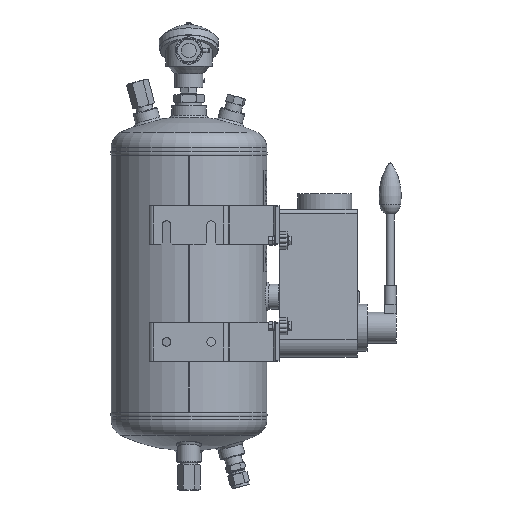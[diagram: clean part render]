
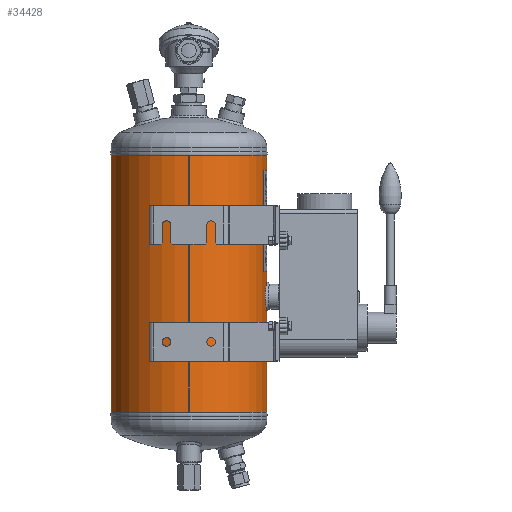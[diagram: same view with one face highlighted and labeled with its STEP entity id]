
A CAD part, left-side view. The second image highlights one B-rep face of the part: STEP entity #34428.
In plain terms, the highlighted cylindrical face has radius 100 mm (diameter 200 mm), a partial arc.
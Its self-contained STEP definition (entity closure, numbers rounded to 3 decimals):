
#2297=LINE('',#54590,#4481);
#2298=LINE('',#54595,#4482);
#2299=LINE('',#54599,#4483);
#2300=LINE('',#54603,#4484);
#4481=VECTOR('',#45997,1000.);
#4482=VECTOR('',#46000,1000.);
#4483=VECTOR('',#46003,1000.);
#4484=VECTOR('',#46006,1000.);
#6665=CIRCLE('',#42826,100.);
#6666=CIRCLE('',#42827,100.);
#6667=CIRCLE('',#42828,100.);
#6668=CIRCLE('',#42829,100.);
#7707=ORIENTED_EDGE('',*,*,#17743,.T.);
#7708=ORIENTED_EDGE('',*,*,#17744,.T.);
#7709=ORIENTED_EDGE('',*,*,#17745,.T.);
#7710=ORIENTED_EDGE('',*,*,#17746,.F.);
#7711=ORIENTED_EDGE('',*,*,#17747,.F.);
#7712=ORIENTED_EDGE('',*,*,#17748,.F.);
#7713=ORIENTED_EDGE('',*,*,#17749,.F.);
#7714=ORIENTED_EDGE('',*,*,#17750,.T.);
#7715=ORIENTED_EDGE('',*,*,#17751,.T.);
#7716=ORIENTED_EDGE('',*,*,#17752,.F.);
#7717=ORIENTED_EDGE('',*,*,#17753,.F.);
#17743=EDGE_CURVE('',#22761,#22761,#26316,.T.);
#17744=EDGE_CURVE('',#22762,#22762,#26317,.T.);
#17745=EDGE_CURVE('',#22763,#22763,#26318,.T.);
#17746=EDGE_CURVE('',#22764,#22765,#2297,.T.);
#17747=EDGE_CURVE('',#22766,#22764,#6665,.T.);
#17748=EDGE_CURVE('',#22767,#22766,#2298,.F.);
#17749=EDGE_CURVE('',#22768,#22767,#6666,.T.);
#17750=EDGE_CURVE('',#22768,#22769,#2299,.T.);
#17751=EDGE_CURVE('',#22769,#22770,#6667,.T.);
#17752=EDGE_CURVE('',#22771,#22770,#2300,.T.);
#17753=EDGE_CURVE('',#22765,#22771,#6668,.T.);
#22761=VERTEX_POINT('',#54565);
#22762=VERTEX_POINT('',#54577);
#22763=VERTEX_POINT('',#54589);
#22764=VERTEX_POINT('',#54591);
#22765=VERTEX_POINT('',#54592);
#22766=VERTEX_POINT('',#54594);
#22767=VERTEX_POINT('',#54596);
#22768=VERTEX_POINT('',#54598);
#22769=VERTEX_POINT('',#54600);
#22770=VERTEX_POINT('',#54602);
#22771=VERTEX_POINT('',#54604);
#26316=B_SPLINE_CURVE_WITH_KNOTS('',3,(#54546,#54547,#54548,#54549,#54550,
#54551,#54552,#54553,#54554,#54555,#54556,#54557,#54558,#54559,#54560,#54561,
#54562,#54563,#54564),.UNSPECIFIED.,.T.,.F.,(1,1,1,1,1,1,1,1,1,1,1,1,1,
1,1,1,1,1,1,1,1,1,1),(-0.018,-0.012,-0.006,
0.,0.006,0.012,0.018,0.023,
0.029,0.035,0.041,0.047,
0.053,0.059,0.065,0.07,
0.076,0.082,0.088,0.094,
0.1,0.106,0.112),.UNSPECIFIED.);
#26317=B_SPLINE_CURVE_WITH_KNOTS('',3,(#54566,#54567,#54568,#54569,#54570,
#54571,#54572,#54573,#54574,#54575,#54576),.UNSPECIFIED.,.T.,.F.,(1,1,1,
1,1,1,1,1,1,1,1,1,1,1,1),(-0.012,-0.008,-0.004,
0.,0.004,0.008,0.012,
0.016,0.02,0.023,0.027,
0.031,0.035,0.039,0.043),
 .UNSPECIFIED.);
#26318=B_SPLINE_CURVE_WITH_KNOTS('',3,(#54578,#54579,#54580,#54581,#54582,
#54583,#54584,#54585,#54586,#54587,#54588),.UNSPECIFIED.,.T.,.F.,(1,1,1,
1,1,1,1,1,1,1,1,1,1,1,1),(-0.012,-0.008,-0.004,
0.,0.004,0.008,0.012,
0.016,0.02,0.023,0.027,
0.031,0.035,0.039,0.043),
 .UNSPECIFIED.);
#28083=EDGE_LOOP('',(#7707));
#28084=EDGE_LOOP('',(#7708));
#28085=EDGE_LOOP('',(#7709));
#28086=EDGE_LOOP('',(#7710,#7711,#7712,#7713,#7714,#7715,#7716,#7717));
#30991=FACE_BOUND('',#28083,.T.);
#30992=FACE_BOUND('',#28084,.T.);
#30993=FACE_BOUND('',#28085,.T.);
#30994=FACE_BOUND('',#28086,.T.);
#33897=CYLINDRICAL_SURFACE('',#42825,100.);
#34428=ADVANCED_FACE('',(#30991,#30992,#30993,#30994),#33897,.T.);
#42825=AXIS2_PLACEMENT_3D('',#54545,#45995,#45996);
#42826=AXIS2_PLACEMENT_3D('',#54593,#45998,#45999);
#42827=AXIS2_PLACEMENT_3D('',#54597,#46001,#46002);
#42828=AXIS2_PLACEMENT_3D('',#54601,#46004,#46005);
#42829=AXIS2_PLACEMENT_3D('',#54605,#46007,#46008);
#45995=DIRECTION('',(0.,-1.,0.));
#45996=DIRECTION('',(0.,0.,-1.));
#45997=DIRECTION('',(0.,-1.,0.));
#45998=DIRECTION('',(0.,1.,0.));
#45999=DIRECTION('',(1.,0.,0.));
#46000=DIRECTION('',(0.,-1.,0.));
#46001=DIRECTION('',(0.,-1.,0.));
#46002=DIRECTION('',(1.,0.,0.));
#46003=DIRECTION('',(0.,-1.,0.));
#46004=DIRECTION('',(0.,1.,0.));
#46005=DIRECTION('',(1.,0.,0.));
#46006=DIRECTION('',(0.,-1.,0.));
#46007=DIRECTION('',(0.,-1.,0.));
#46008=DIRECTION('',(1.,0.,0.));
#54545=CARTESIAN_POINT('',(0.,330.,0.));
#54546=CARTESIAN_POINT('',(-98.994,187.429,14.208));
#54547=CARTESIAN_POINT('',(-98.806,181.503,15.395));
#54548=CARTESIAN_POINT('',(-98.993,175.608,14.214));
#54549=CARTESIAN_POINT('',(-99.436,170.625,10.88));
#54550=CARTESIAN_POINT('',(-99.878,167.295,5.9));
#54551=CARTESIAN_POINT('',(-100.061,166.117,0.009));
#54552=CARTESIAN_POINT('',(-99.879,167.288,-5.887));
#54553=CARTESIAN_POINT('',(-99.437,170.623,-10.879));
#54554=CARTESIAN_POINT('',(-98.992,175.61,-14.215));
#54555=CARTESIAN_POINT('',(-98.807,181.503,-15.391));
#54556=CARTESIAN_POINT('',(-98.992,187.396,-14.219));
#54557=CARTESIAN_POINT('',(-99.435,192.379,-10.892));
#54558=CARTESIAN_POINT('',(-99.877,195.718,-5.914));
#54559=CARTESIAN_POINT('',(-100.061,196.901,-0.013));
#54560=CARTESIAN_POINT('',(-99.878,195.728,5.889));
#54561=CARTESIAN_POINT('',(-99.437,192.395,10.874));
#54562=CARTESIAN_POINT('',(-98.994,187.429,14.208));
#54563=CARTESIAN_POINT('',(-98.806,181.503,15.395));
#54564=CARTESIAN_POINT('',(-98.993,175.608,14.214));
#54565=CARTESIAN_POINT('',(-98.869,181.508,15.));
#54566=CARTESIAN_POINT('',(3.922,158.915,-99.937));
#54567=CARTESIAN_POINT('',(-0.001,160.542,-100.031));
#54568=CARTESIAN_POINT('',(-3.918,158.916,-99.937));
#54569=CARTESIAN_POINT('',(-5.54,155.004,-99.844));
#54570=CARTESIAN_POINT('',(-3.921,151.083,-99.937));
#54571=CARTESIAN_POINT('',(-0.001,149.46,-100.031));
#54572=CARTESIAN_POINT('',(3.913,151.078,-99.938));
#54573=CARTESIAN_POINT('',(5.541,154.994,-99.844));
#54574=CARTESIAN_POINT('',(3.922,158.915,-99.937));
#54575=CARTESIAN_POINT('',(-0.001,160.542,-100.031));
#54576=CARTESIAN_POINT('',(-3.918,158.916,-99.937));
#54577=CARTESIAN_POINT('',(0.,160.,-100.));
#54578=CARTESIAN_POINT('',(3.922,48.915,-99.937));
#54579=CARTESIAN_POINT('',(-0.001,50.542,-100.031));
#54580=CARTESIAN_POINT('',(-3.918,48.916,-99.937));
#54581=CARTESIAN_POINT('',(-5.54,45.004,-99.844));
#54582=CARTESIAN_POINT('',(-3.921,41.083,-99.937));
#54583=CARTESIAN_POINT('',(-0.001,39.46,-100.031));
#54584=CARTESIAN_POINT('',(3.913,41.078,-99.938));
#54585=CARTESIAN_POINT('',(5.541,44.994,-99.844));
#54586=CARTESIAN_POINT('',(3.922,48.915,-99.937));
#54587=CARTESIAN_POINT('',(-0.001,50.542,-100.031));
#54588=CARTESIAN_POINT('',(-3.918,48.916,-99.937));
#54589=CARTESIAN_POINT('',(0.,50.,-100.));
#54590=CARTESIAN_POINT('',(-0.241,165.,100.));
#54591=CARTESIAN_POINT('',(-0.241,330.,100.));
#54592=CARTESIAN_POINT('',(-0.241,265.,100.));
#54593=CARTESIAN_POINT('',(0.,330.,0.));
#54594=CARTESIAN_POINT('',(0.241,330.,100.));
#54595=CARTESIAN_POINT('',(0.241,165.,100.));
#54596=CARTESIAN_POINT('',(0.241,265.,100.));
#54597=CARTESIAN_POINT('',(0.,265.,0.));
#54598=CARTESIAN_POINT('',(0.254,265.,100.));
#54599=CARTESIAN_POINT('',(0.254,265.,100.));
#54600=CARTESIAN_POINT('',(0.254,0.,100.));
#54601=CARTESIAN_POINT('',(0.,0.,0.));
#54602=CARTESIAN_POINT('',(-0.254,0.,100.));
#54603=CARTESIAN_POINT('',(-0.254,265.,100.));
#54604=CARTESIAN_POINT('',(-0.254,265.,100.));
#54605=CARTESIAN_POINT('',(0.,265.,0.));
